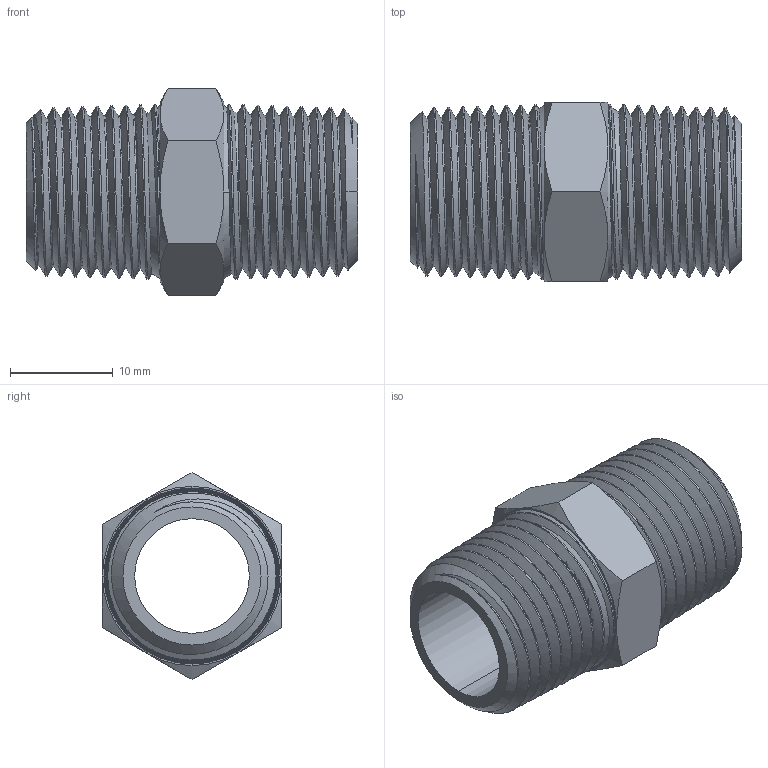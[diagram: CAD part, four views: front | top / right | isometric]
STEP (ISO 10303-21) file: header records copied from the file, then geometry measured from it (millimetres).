
FILE_DESCRIPTION(/* description */ (''),/* implementation_level */ '2;1');
FILE_NAME(/* name */ '122-N3.stp',/* time_stamp */ '2024-01-23T10:13:40-05:00',/* author */ ('esanner'),/* organization */ (''),/* preprocessor_version */ 'ST-DEVELOPER v19',/* originating_system */ 'AutoCAD Mechanical',/* authorisation */ '');
FILE_SCHEMA (('AUTOMOTIVE_DESIGN { 1 0 10303 214 3 1 1 }'));
Length unit declared in the file: millimetre
Products named in the file (2): Product; 122-N3
Assembly tree (1 placements, depth 2):
  Product
    122-N3
Bounding box: 32.26 x 17.46 x 20.16 mm (x, y, z)
Volume: 3543.8 mm3; surface area: 3886.2 mm2
Topology: 1 solids, 1 shells, 78 faces, 301 edges, 227 vertices
Faces by surface type: cone 57, plane 10, bspline 7, cylinder 4
Full cylindrical faces by diameter (mm): 17.145 x2
Entity records: 18769 total; most frequent: CARTESIAN_POINT 16574, ORIENTED_EDGE 602, EDGE_CURVE 301, DIRECTION 268, VERTEX_POINT 227, B_SPLINE_CURVE_WITH_KNOTS 190, AXIS2_PLACEMENT_3D 107, EDGE_LOOP 82
